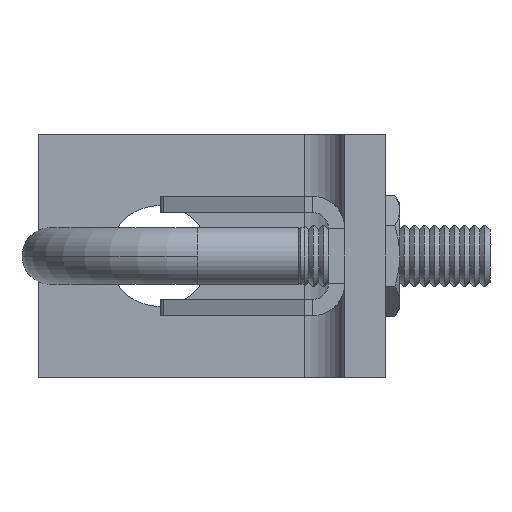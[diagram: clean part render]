
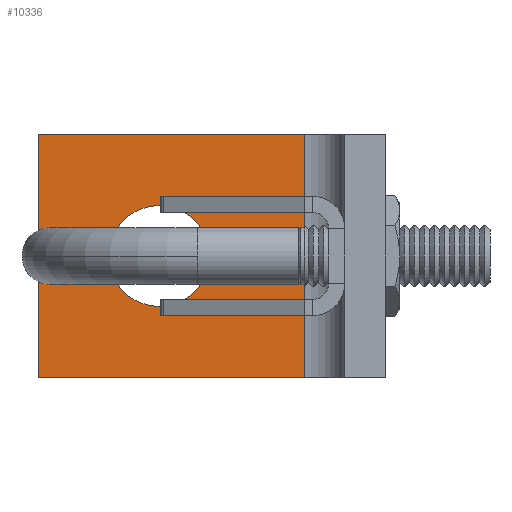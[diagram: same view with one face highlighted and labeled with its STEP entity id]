
A CAD part, left-side view. The second image highlights one B-rep face of the part: STEP entity #10336.
In plain terms, the highlighted planar face has unit normal (-1, 0, 0).
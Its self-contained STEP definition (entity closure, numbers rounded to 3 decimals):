
#222 = EDGE_CURVE ( 'NONE', #15370, #3923, #6111, .T. ) ;
#448 = LINE ( 'NONE', #11641, #4536 ) ;
#494 = EDGE_CURVE ( 'NONE', #3923, #15370, #1770, .T. ) ;
#605 = DIRECTION ( 'NONE',  ( 0., 0., -1. ) ) ;
#1083 = VECTOR ( 'NONE', #2800, 1000. ) ;
#1115 = CARTESIAN_POINT ( 'NONE',  ( -5., 28., 0. ) ) ;
#1508 = VERTEX_POINT ( 'NONE', #15279 ) ;
#1770 = CIRCLE ( 'NONE', #3667, 6.25 ) ;
#2800 = DIRECTION ( 'NONE',  ( 0., -1., 0. ) ) ;
#3280 = ORIENTED_EDGE ( 'NONE', *, *, #5765, .F. ) ;
#3604 = LINE ( 'NONE', #10896, #13589 ) ;
#3659 = CARTESIAN_POINT ( 'NONE',  ( -5., 28., 0. ) ) ;
#3667 = AXIS2_PLACEMENT_3D ( 'NONE', #1115, #11265, #14985 ) ;
#3923 = VERTEX_POINT ( 'NONE', #6404 ) ;
#4087 = EDGE_CURVE ( 'NONE', #1508, #7858, #448, .T. ) ;
#4381 = LINE ( 'NONE', #5393, #1083 ) ;
#4536 = VECTOR ( 'NONE', #605, 1000. ) ;
#5301 = VERTEX_POINT ( 'NONE', #8754 ) ;
#5393 = CARTESIAN_POINT ( 'NONE',  ( -5., 0., -15. ) ) ;
#5765 = EDGE_CURVE ( 'NONE', #7018, #5301, #5978, .T. ) ;
#5796 = DIRECTION ( 'NONE',  ( 0., 0., -1. ) ) ;
#5837 = ORIENTED_EDGE ( 'NONE', *, *, #4087, .T. ) ;
#5921 = ORIENTED_EDGE ( 'NONE', *, *, #8556, .T. ) ;
#5978 = LINE ( 'NONE', #9898, #15966 ) ;
#6111 = CIRCLE ( 'NONE', #6210, 6.25 ) ;
#6132 = CARTESIAN_POINT ( 'NONE',  ( -5., 43., -15. ) ) ;
#6210 = AXIS2_PLACEMENT_3D ( 'NONE', #3659, #8702, #9967 ) ;
#6404 = CARTESIAN_POINT ( 'NONE',  ( -5., 28., -6.25 ) ) ;
#7018 = VERTEX_POINT ( 'NONE', #8230 ) ;
#7192 = DIRECTION ( 'NONE',  ( 1., 0., 0. ) ) ;
#7659 = CARTESIAN_POINT ( 'NONE',  ( -5., 28., 6.25 ) ) ;
#7696 = EDGE_CURVE ( 'NONE', #1508, #7018, #3604, .T. ) ;
#7858 = VERTEX_POINT ( 'NONE', #6132 ) ;
#8230 = CARTESIAN_POINT ( 'NONE',  ( -5., 10., 15. ) ) ;
#8556 = EDGE_CURVE ( 'NONE', #7858, #5301, #4381, .T. ) ;
#8702 = DIRECTION ( 'NONE',  ( -1., 0., 0. ) ) ;
#8754 = CARTESIAN_POINT ( 'NONE',  ( -5., 10., -15. ) ) ;
#9561 = DIRECTION ( 'NONE',  ( 0., -1., 0. ) ) ;
#9808 = EDGE_LOOP ( 'NONE', ( #5921, #3280, #11112, #5837 ) ) ;
#9898 = CARTESIAN_POINT ( 'NONE',  ( -5., 10., 15. ) ) ;
#9967 = DIRECTION ( 'NONE',  ( 0., 0., 1. ) ) ;
#10323 = FACE_OUTER_BOUND ( 'NONE', #9808, .T. ) ;
#10336 = ADVANCED_FACE ( 'NONE', ( #15219, #10323 ), #15862, .F. ) ;
#10703 = EDGE_LOOP ( 'NONE', ( #16021, #12141 ) ) ;
#10896 = CARTESIAN_POINT ( 'NONE',  ( -5., 0., 15. ) ) ;
#11112 = ORIENTED_EDGE ( 'NONE', *, *, #7696, .F. ) ;
#11265 = DIRECTION ( 'NONE',  ( -1., 0., 0. ) ) ;
#11641 = CARTESIAN_POINT ( 'NONE',  ( -5., 43., 15. ) ) ;
#12141 = ORIENTED_EDGE ( 'NONE', *, *, #494, .F. ) ;
#13589 = VECTOR ( 'NONE', #9561, 1000. ) ;
#13872 = AXIS2_PLACEMENT_3D ( 'NONE', #14700, #7192, #5796 ) ;
#14700 = CARTESIAN_POINT ( 'NONE',  ( -5., 0., 15. ) ) ;
#14883 = DIRECTION ( 'NONE',  ( 0., 0., -1. ) ) ;
#14985 = DIRECTION ( 'NONE',  ( 0., 0., 1. ) ) ;
#15219 = FACE_BOUND ( 'NONE', #10703, .T. ) ;
#15279 = CARTESIAN_POINT ( 'NONE',  ( -5., 43., 15. ) ) ;
#15370 = VERTEX_POINT ( 'NONE', #7659 ) ;
#15862 = PLANE ( 'NONE',  #13872 ) ;
#15966 = VECTOR ( 'NONE', #14883, 1000. ) ;
#16021 = ORIENTED_EDGE ( 'NONE', *, *, #222, .F. ) ;
